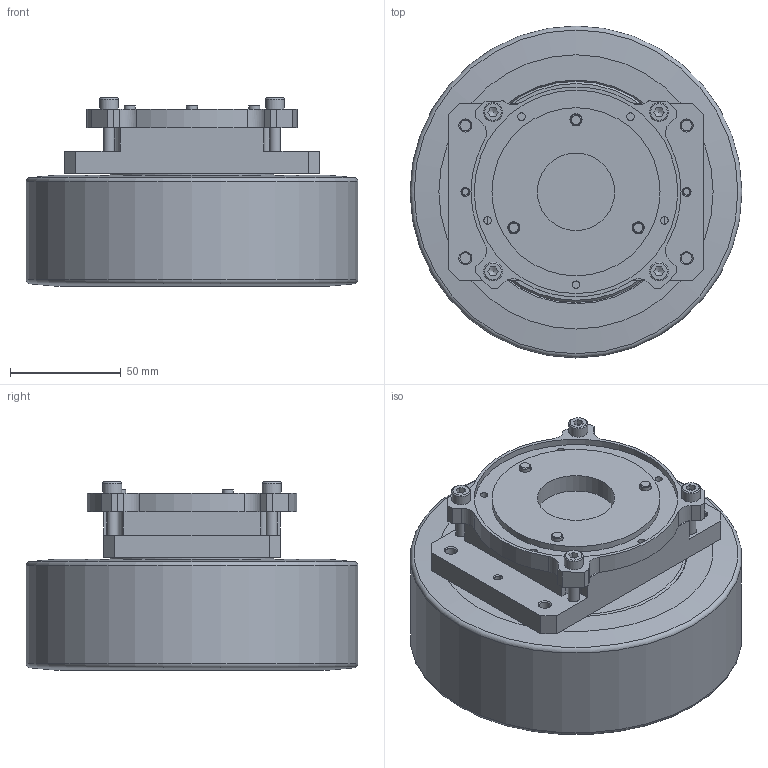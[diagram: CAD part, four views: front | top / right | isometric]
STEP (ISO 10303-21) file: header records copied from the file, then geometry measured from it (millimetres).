
FILE_DESCRIPTION(/* description */ (''),/* implementation_level */ '2;1');
FILE_NAME(/* name */ 'WD15050-56xx-95X.stp',/* time_stamp */ '2021-11-04T16:34:19+01:00',/* author */ ('patrick.rehse'),/* organization */ (''),/* preprocessor_version */ 'ST-DEVELOPER v17.2',/* originating_system */ 'Autodesk Inventor 2019',/* authorisation */ '');
FILE_SCHEMA (('AUTOMOTIVE_DESIGN { 1 0 10303 214 3 1 1 }'));
Length unit declared in the file: millimetre
Products named in the file (1): D-00004078_Shrinkwrap_1
Bounding box: 150 x 150 x 85 mm (x, y, z)
Volume: 1085861.8 mm3; surface area: 88822.2 mm2
Topology: 1 solids, 1 shells, 301 faces, 802 edges, 546 vertices
Faces by surface type: plane 171, cylinder 67, cone 50, torus 13
Full cylindrical faces by diameter (mm): 3 x2, 3.4 x5, 4.134 x4, 4.917 x4, 4.97 x3, 5 x7, 5.5 x7, 6 x8, 8.5 x4, 35 x1, 40 x1, 74 x1, 76 x1, 88 x1, 92 x1, 150 x1
Entity records: 9915 total; most frequent: CARTESIAN_POINT 1700, DIRECTION 1697, ORIENTED_EDGE 1592, EDGE_CURVE 796, AXIS2_PLACEMENT_3D 627, VERTEX_POINT 546, LINE 443, VECTOR 443
